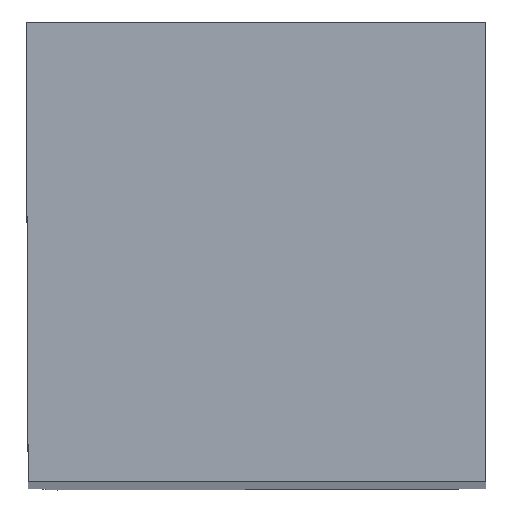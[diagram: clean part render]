
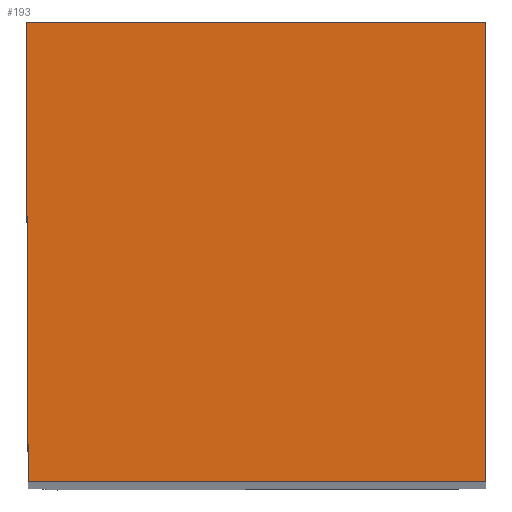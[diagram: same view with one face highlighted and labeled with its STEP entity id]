
A CAD part, top view. The second image highlights one B-rep face of the part: STEP entity #193.
In plain terms, the highlighted planar face has unit normal (0, 0, 1).
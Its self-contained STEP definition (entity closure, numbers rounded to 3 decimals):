
#193=ADVANCED_FACE('',(#256),#231,.T.);
#231=PLANE('',#911);
#256=FACE_OUTER_BOUND('',#292,.T.);
#292=EDGE_LOOP('',(#410,#411,#412,#413));
#410=ORIENTED_EDGE('',*,*,#653,.T.);
#411=ORIENTED_EDGE('',*,*,#651,.T.);
#412=ORIENTED_EDGE('',*,*,#658,.T.);
#413=ORIENTED_EDGE('',*,*,#660,.F.);
#572=VERTEX_POINT('',#1363);
#574=VERTEX_POINT('',#1367);
#575=VERTEX_POINT('',#1372);
#577=VERTEX_POINT('',#1379);
#651=EDGE_CURVE('',#572,#574,#732,.T.);
#653=EDGE_CURVE('',#575,#572,#734,.T.);
#658=EDGE_CURVE('',#574,#577,#738,.T.);
#660=EDGE_CURVE('',#575,#577,#739,.T.);
#732=LINE('',#1368,#789);
#734=LINE('',#1371,#791);
#738=LINE('',#1380,#795);
#739=LINE('',#1384,#796);
#789=VECTOR('',#1042,1.);
#791=VECTOR('',#1046,1.);
#795=VECTOR('',#1054,1.);
#796=VECTOR('',#1061,1.);
#911=AXIS2_PLACEMENT_3D('',#1386,#1064,#1065);
#1042=DIRECTION('',(-1.,0.,0.));
#1046=DIRECTION('',(0.,1.,0.));
#1054=DIRECTION('',(0.004,-1.,0.));
#1061=DIRECTION('',(-1.,0.,0.));
#1064=DIRECTION('',(0.,0.,1.));
#1065=DIRECTION('',(-1.,0.,0.));
#1363=CARTESIAN_POINT('',(11.95,11.95,0.));
#1367=CARTESIAN_POINT('',(0.,11.95,0.));
#1368=CARTESIAN_POINT('',(14.,11.95,0.));
#1371=CARTESIAN_POINT('',(11.95,-2.,0.));
#1372=CARTESIAN_POINT('',(11.95,0.,0.));
#1379=CARTESIAN_POINT('',(0.052,0.,0.));
#1380=CARTESIAN_POINT('',(-0.009,13.959,0.));
#1384=CARTESIAN_POINT('',(14.,0.,0.));
#1386=CARTESIAN_POINT('',(-2.,13.95,0.));
